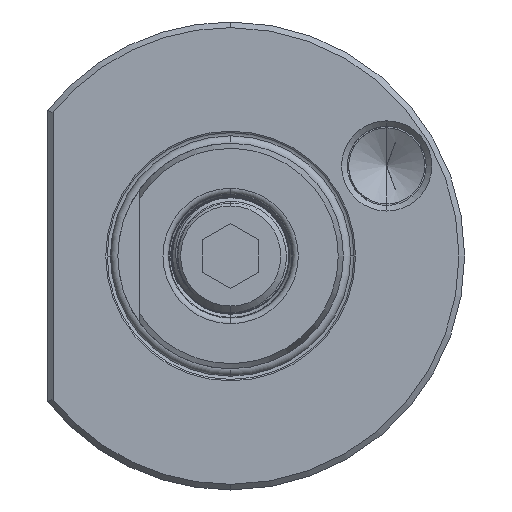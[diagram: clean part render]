
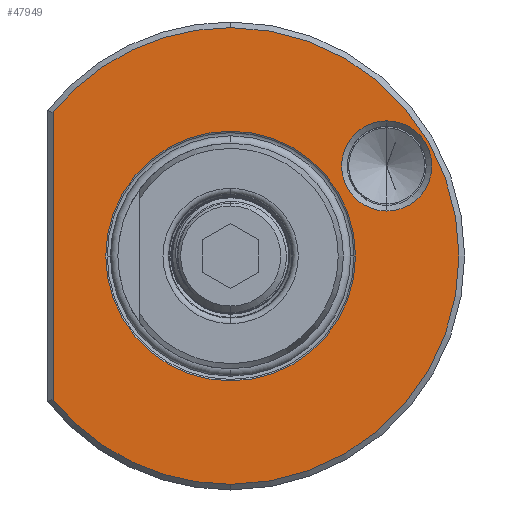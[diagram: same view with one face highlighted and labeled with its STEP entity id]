
A CAD part, left-side view. The second image highlights one B-rep face of the part: STEP entity #47949.
In plain terms, the highlighted planar face has unit normal (-1, 0, 0).
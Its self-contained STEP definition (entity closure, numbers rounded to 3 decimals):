
#9545 = CARTESIAN_POINT ( 'NONE',  ( 1., 31.5, 0. ) ) ;
#9561 = DIRECTION ( 'NONE',  ( 0., 0., -1. ) ) ;
#9685 = DIRECTION ( 'NONE',  ( -1., 0., 0. ) ) ;
#9756 = CARTESIAN_POINT ( 'NONE',  ( 1., 0., 0. ) ) ;
#9761 = DIRECTION ( 'NONE',  ( 0., 0., 1. ) ) ;
#12253 = DIRECTION ( 'NONE',  ( 0., 1., 0. ) ) ;
#12310 = CARTESIAN_POINT ( 'NONE',  ( 1., 0., 0. ) ) ;
#12314 = DIRECTION ( 'NONE',  ( 1., 0., 0. ) ) ;
#17674 = VERTEX_POINT ( 'NONE', #34038 ) ;
#17738 = VERTEX_POINT ( 'NONE', #34012 ) ;
#17756 = VERTEX_POINT ( 'NONE', #33999 ) ;
#17776 = VERTEX_POINT ( 'NONE', #34093 ) ;
#18388 = VERTEX_POINT ( 'NONE', #34465 ) ;
#18419 = VERTEX_POINT ( 'NONE', #34457 ) ;
#18467 = VERTEX_POINT ( 'NONE', #34497 ) ;
#18468 = VERTEX_POINT ( 'NONE', #34533 ) ;
#18675 = CARTESIAN_POINT ( 'NONE',  ( 1., -27.68, 15.97 ) ) ;
#18680 = DIRECTION ( 'NONE',  ( 0., 0., 1. ) ) ;
#18705 = DIRECTION ( 'NONE',  ( 1., 0., 0. ) ) ;
#19400 = CARTESIAN_POINT ( 'NONE',  ( 1., 0., 0. ) ) ;
#19401 = DIRECTION ( 'NONE',  ( 0., 1., 0. ) ) ;
#19403 = DIRECTION ( 'NONE',  ( 1., 0., 0. ) ) ;
#30531 = FACE_OUTER_BOUND ( 'NONE', #36747, .T. ) ;
#30540 = FACE_BOUND ( 'NONE', #36850, .T. ) ;
#30578 = FACE_BOUND ( 'NONE', #36863, .T. ) ;
#31227 = CIRCLE ( 'NONE', #39747, 40.5 ) ;
#31321 = CIRCLE ( 'NONE', #39751, 40.5 ) ;
#31393 = CIRCLE ( 'NONE', #39786, 22.15 ) ;
#31515 = LINE ( 'NONE', #9545, #31580 ) ;
#31541 = CIRCLE ( 'NONE', #39772, 40.5 ) ;
#31563 = CIRCLE ( 'NONE', #39795, 8. ) ;
#31580 = VECTOR ( 'NONE', #9561, 1000. ) ;
#33999 = CARTESIAN_POINT ( 'NONE',  ( 1., 0., 40.5 ) ) ;
#34012 = CARTESIAN_POINT ( 'NONE',  ( 1., 31.5, 25.456 ) ) ;
#34038 = CARTESIAN_POINT ( 'NONE',  ( 1., 0., -40.5 ) ) ;
#34093 = CARTESIAN_POINT ( 'NONE',  ( 1., 31.5, -25.456 ) ) ;
#34457 = CARTESIAN_POINT ( 'NONE',  ( 1., -27.68, 7.97 ) ) ;
#34465 = CARTESIAN_POINT ( 'NONE',  ( 1., -27.68, 23.97 ) ) ;
#34497 = CARTESIAN_POINT ( 'NONE',  ( 1., 22.15, 0. ) ) ;
#34533 = CARTESIAN_POINT ( 'NONE',  ( 1., -22.15, 0. ) ) ;
#36356 = CIRCLE ( 'NONE', #40273, 8. ) ;
#36747 = EDGE_LOOP ( 'NONE', ( #37374, #37404, #37493, #37438 ) ) ;
#36850 = EDGE_LOOP ( 'NONE', ( #37330, #37500 ) ) ;
#36863 = EDGE_LOOP ( 'NONE', ( #37335, #37365 ) ) ;
#37061 = CARTESIAN_POINT ( 'NONE',  ( 1., -27.68, 15.97 ) ) ;
#37069 = DIRECTION ( 'NONE',  ( 0., 0., 1. ) ) ;
#37103 = DIRECTION ( 'NONE',  ( 1., 0., 0. ) ) ;
#37330 = ORIENTED_EDGE ( 'NONE', *, *, #40527, .T. ) ;
#37335 = ORIENTED_EDGE ( 'NONE', *, *, #40400, .T. ) ;
#37365 = ORIENTED_EDGE ( 'NONE', *, *, #40830, .T. ) ;
#37374 = ORIENTED_EDGE ( 'NONE', *, *, #40794, .T. ) ;
#37404 = ORIENTED_EDGE ( 'NONE', *, *, #40618, .T. ) ;
#37438 = ORIENTED_EDGE ( 'NONE', *, *, #40789, .T. ) ;
#37493 = ORIENTED_EDGE ( 'NONE', *, *, #40658, .T. ) ;
#37500 = ORIENTED_EDGE ( 'NONE', *, *, #40746, .T. ) ;
#39747 = AXIS2_PLACEMENT_3D ( 'NONE', #41808, #41841, #41823 ) ;
#39751 = AXIS2_PLACEMENT_3D ( 'NONE', #42327, #42337, #42329 ) ;
#39772 = AXIS2_PLACEMENT_3D ( 'NONE', #9756, #9685, #9761 ) ;
#39786 = AXIS2_PLACEMENT_3D ( 'NONE', #12310, #12314, #12253 ) ;
#39795 = AXIS2_PLACEMENT_3D ( 'NONE', #37061, #37103, #37069 ) ;
#39909 = AXIS2_PLACEMENT_3D ( 'NONE', #47413, #47467, #47444 ) ;
#40273 = AXIS2_PLACEMENT_3D ( 'NONE', #18675, #18705, #18680 ) ;
#40400 = EDGE_CURVE ( 'NONE', #18388, #18419, #36356, .T. ) ;
#40401 = AXIS2_PLACEMENT_3D ( 'NONE', #19400, #19403, #19401 ) ;
#40527 = EDGE_CURVE ( 'NONE', #18468, #18467, #42508, .T. ) ;
#40618 = EDGE_CURVE ( 'NONE', #17674, #17756, #31227, .T. ) ;
#40658 = EDGE_CURVE ( 'NONE', #17756, #17738, #31321, .T. ) ;
#40746 = EDGE_CURVE ( 'NONE', #18467, #18468, #31393, .T. ) ;
#40789 = EDGE_CURVE ( 'NONE', #17738, #17776, #31515, .T. ) ;
#40794 = EDGE_CURVE ( 'NONE', #17776, #17674, #31541, .T. ) ;
#40830 = EDGE_CURVE ( 'NONE', #18419, #18388, #31563, .T. ) ;
#41808 = CARTESIAN_POINT ( 'NONE',  ( 1., 0., 0. ) ) ;
#41823 = DIRECTION ( 'NONE',  ( 0., 0., 1. ) ) ;
#41841 = DIRECTION ( 'NONE',  ( -1., 0., 0. ) ) ;
#42327 = CARTESIAN_POINT ( 'NONE',  ( 1., 0., 0. ) ) ;
#42329 = DIRECTION ( 'NONE',  ( 0., 0., 1. ) ) ;
#42337 = DIRECTION ( 'NONE',  ( -1., 0., 0. ) ) ;
#42508 = CIRCLE ( 'NONE', #40401, 22.15 ) ;
#47413 = CARTESIAN_POINT ( 'NONE',  ( 1., 20., 0. ) ) ;
#47439 = PLANE ( 'NONE',  #39909 ) ;
#47444 = DIRECTION ( 'NONE',  ( 0., 0., 1. ) ) ;
#47467 = DIRECTION ( 'NONE',  ( -1., 0., 0. ) ) ;
#47949 = ADVANCED_FACE ( 'NONE', ( #30540, #30578, #30531 ), #47439, .T. ) ;
